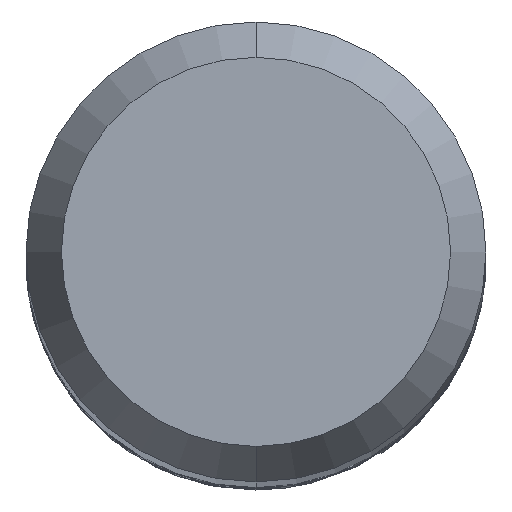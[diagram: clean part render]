
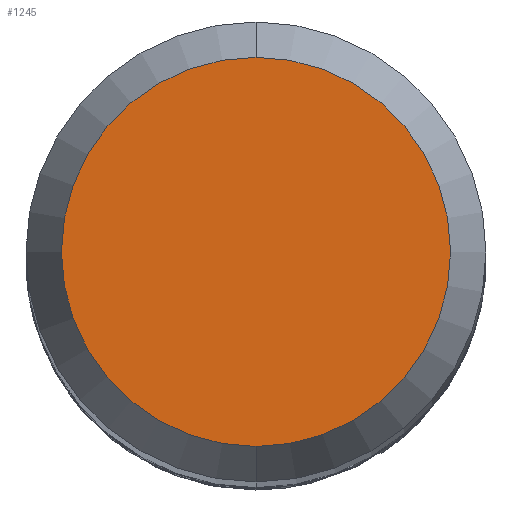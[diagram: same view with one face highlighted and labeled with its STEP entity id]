
A CAD part, top view. The second image highlights one B-rep face of the part: STEP entity #1245.
In plain terms, the highlighted planar face has unit normal (0, 0, 1).
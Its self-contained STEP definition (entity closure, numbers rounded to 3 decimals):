
#525=VERTEX_POINT('',#1512);
#791=EDGE_CURVE('',#525,#1393,#1805,.T.);
#795=EDGE_CURVE('',#1393,#525,#1809,.T.);
#1245=ADVANCED_FACE('',(#2291),#2292,.T.);
#1393=VERTEX_POINT('',#2454);
#1512=CARTESIAN_POINT('',(0.0,2.538,0.0));
#1805=CIRCLE('',#5644,2.538);
#1809=CIRCLE('',#5651,2.538);
#2291=FACE_OUTER_BOUND('',#10688,.T.);
#2292=PLANE('',#10689);
#2454=CARTESIAN_POINT('',(0.,-2.538,0.0));
#5644=AXIS2_PLACEMENT_3D('',#14982,#14983,#14984);
#5651=AXIS2_PLACEMENT_3D('',#14986,#14987,#14988);
#10688=EDGE_LOOP('',(#15354,#15355));
#10689=AXIS2_PLACEMENT_3D('',#15356,#15357,#15358);
#14982=CARTESIAN_POINT('',(0.0,0.0,0.0));
#14983=DIRECTION('',(0.0,0.0,-1.0));
#14984=DIRECTION('',(0.0,1.0,0.0));
#14986=CARTESIAN_POINT('',(0.0,0.0,0.0));
#14987=DIRECTION('',(0.0,0.0,-1.0));
#14988=DIRECTION('',(0.0,1.0,0.0));
#15354=ORIENTED_EDGE('',*,*,#791,.F.);
#15355=ORIENTED_EDGE('',*,*,#795,.F.);
#15356=CARTESIAN_POINT('',(0.0,1.269,0.0));
#15357=DIRECTION('',(-0.0,0.0,1.0));
#15358=DIRECTION('',(0.0,-1.0,0.0));
